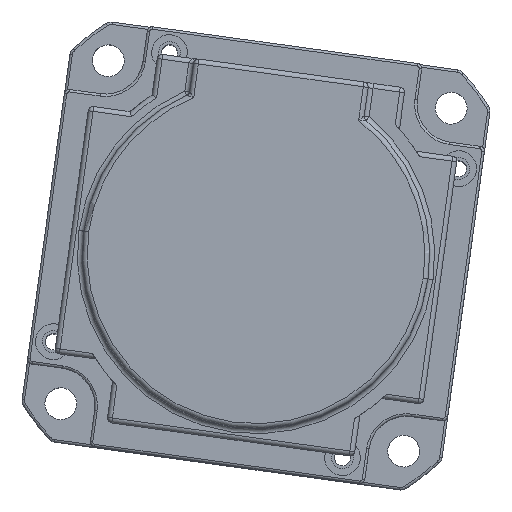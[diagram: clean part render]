
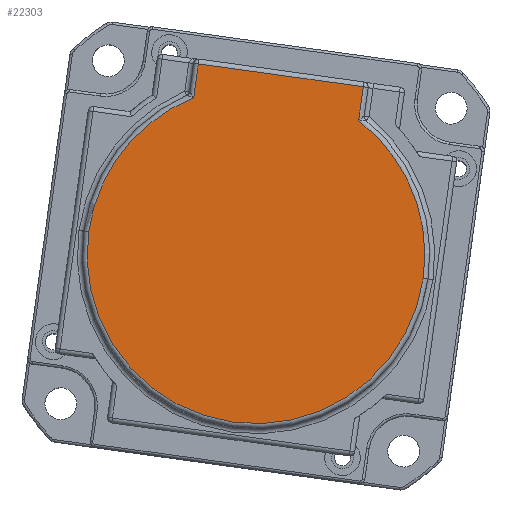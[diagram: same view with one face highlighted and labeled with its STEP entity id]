
A CAD part, top view. The second image highlights one B-rep face of the part: STEP entity #22303.
In plain terms, the highlighted planar face has unit normal (0, 0, 1).
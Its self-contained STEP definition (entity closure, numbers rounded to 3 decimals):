
#463 = DIRECTION ( 'NONE',  ( 0., -1., 0. ) ) ;
#1564 = CARTESIAN_POINT ( 'NONE',  ( -17., 37., 40. ) ) ;
#2722 = CARTESIAN_POINT ( 'NONE',  ( 17., 30.021, 40. ) ) ;
#3150 = CARTESIAN_POINT ( 'NONE',  ( 17., 33.112, 40. ) ) ;
#4036 = LINE ( 'NONE', #17196, #25426 ) ;
#6212 = AXIS2_PLACEMENT_3D ( 'NONE', #19621, #7584, #21649 ) ;
#7009 = DIRECTION ( 'NONE',  ( 0., 0., 1. ) ) ;
#7060 = EDGE_LOOP ( 'NONE', ( #21841, #8488, #21269, #25128, #8270, #18933, #11470 ) ) ;
#7318 = DIRECTION ( 'NONE',  ( 1., 0., 0. ) ) ;
#7415 = CARTESIAN_POINT ( 'NONE',  ( 17., 37., 40. ) ) ;
#7584 = DIRECTION ( 'NONE',  ( 0., 0., 1. ) ) ;
#7657 = DIRECTION ( 'NONE',  ( 0., 1., 0. ) ) ;
#8270 = ORIENTED_EDGE ( 'NONE', *, *, #15815, .T. ) ;
#8446 = AXIS2_PLACEMENT_3D ( 'NONE', #19055, #7009, #21070 ) ;
#8488 = ORIENTED_EDGE ( 'NONE', *, *, #9876, .T. ) ;
#8529 = EDGE_CURVE ( 'NONE', #22256, #20140, #14147, .T. ) ;
#8984 = CARTESIAN_POINT ( 'NONE',  ( -34.5, 0., 40. ) ) ;
#9181 = DIRECTION ( 'NONE',  ( 0., 0., 1. ) ) ;
#9200 = CARTESIAN_POINT ( 'NONE',  ( 17., 37., 40. ) ) ;
#9542 = EDGE_CURVE ( 'NONE', #16420, #19201, #4036, .T. ) ;
#9876 = EDGE_CURVE ( 'NONE', #19201, #18176, #23820, .T. ) ;
#10450 = VERTEX_POINT ( 'NONE', #2722 ) ;
#11094 = CIRCLE ( 'NONE', #23596, 34.5 ) ;
#11470 = ORIENTED_EDGE ( 'NONE', *, *, #19091, .T. ) ;
#11712 = CARTESIAN_POINT ( 'NONE',  ( 17., 30.021, 40. ) ) ;
#13301 = PLANE ( 'NONE',  #23300 ) ;
#14147 = CIRCLE ( 'NONE', #6212, 34.5 ) ;
#15173 = CARTESIAN_POINT ( 'NONE',  ( 17., 31.169, 40. ) ) ;
#15319 = CARTESIAN_POINT ( 'NONE',  ( 0., 0., 40. ) ) ;
#15815 = EDGE_CURVE ( 'NONE', #20140, #10450, #16471, .T. ) ;
#16350 = EDGE_CURVE ( 'NONE', #18176, #22256, #11094, .T. ) ;
#16420 = VERTEX_POINT ( 'NONE', #7415 ) ;
#16471 = CIRCLE ( 'NONE', #8446, 34.5 ) ;
#17196 = CARTESIAN_POINT ( 'NONE',  ( 0., 37., 40. ) ) ;
#17709 = CARTESIAN_POINT ( 'NONE',  ( 17., 31.169, 40. ) ) ;
#18176 = VERTEX_POINT ( 'NONE', #23653 ) ;
#18933 = ORIENTED_EDGE ( 'NONE', *, *, #24673, .T. ) ;
#19055 = CARTESIAN_POINT ( 'NONE',  ( 0., 0., 40. ) ) ;
#19091 = EDGE_CURVE ( 'NONE', #19236, #16420, #23619, .T. ) ;
#19201 = VERTEX_POINT ( 'NONE', #1564 ) ;
#19213 = DIRECTION ( 'NONE',  ( -1., 0., 0. ) ) ;
#19236 = VERTEX_POINT ( 'NONE', #17709 ) ;
#19347 = DIRECTION ( 'NONE',  ( 0., 0., 1. ) ) ;
#19549 = CARTESIAN_POINT ( 'NONE',  ( 34.5, 0., 40. ) ) ;
#19621 = CARTESIAN_POINT ( 'NONE',  ( 0., 0., 40. ) ) ;
#20140 = VERTEX_POINT ( 'NONE', #19549 ) ;
#21070 = DIRECTION ( 'NONE',  ( 1., 0., 0. ) ) ;
#21214 = CARTESIAN_POINT ( 'NONE',  ( 0., 0., 40. ) ) ;
#21235 = CARTESIAN_POINT ( 'NONE',  ( 17., 35.056, 40. ) ) ;
#21269 = ORIENTED_EDGE ( 'NONE', *, *, #16350, .T. ) ;
#21649 = DIRECTION ( 'NONE',  ( 1., 0., 0. ) ) ;
#21841 = ORIENTED_EDGE ( 'NONE', *, *, #9542, .T. ) ;
#22256 = VERTEX_POINT ( 'NONE', #8984 ) ;
#22303 = ADVANCED_FACE ( 'NONE', ( #24923 ), #13301, .T. ) ;
#22424 = CARTESIAN_POINT ( 'NONE',  ( -17., 38., 40. ) ) ;
#23233 = DIRECTION ( 'NONE',  ( 1., 0., 0. ) ) ;
#23300 = AXIS2_PLACEMENT_3D ( 'NONE', #15319, #19347, #7318 ) ;
#23596 = AXIS2_PLACEMENT_3D ( 'NONE', #21214, #9181, #23233 ) ;
#23619 = B_SPLINE_CURVE_WITH_KNOTS ( 'NONE', 3,
 ( #15173, #3150, #21235, #9200 ),
 .UNSPECIFIED., .F., .F.,
 ( 4, 4 ),
 ( 0., 1. ),
 .UNSPECIFIED. ) ;
#23653 = CARTESIAN_POINT ( 'NONE',  ( -17., 30.021, 40. ) ) ;
#23820 = LINE ( 'NONE', #22424, #24457 ) ;
#24457 = VECTOR ( 'NONE', #463, 1000. ) ;
#24673 = EDGE_CURVE ( 'NONE', #10450, #19236, #25797, .T. ) ;
#24923 = FACE_OUTER_BOUND ( 'NONE', #7060, .T. ) ;
#25128 = ORIENTED_EDGE ( 'NONE', *, *, #8529, .T. ) ;
#25159 = VECTOR ( 'NONE', #7657, 1000. ) ;
#25426 = VECTOR ( 'NONE', #19213, 1000. ) ;
#25797 = LINE ( 'NONE', #11712, #25159 ) ;
